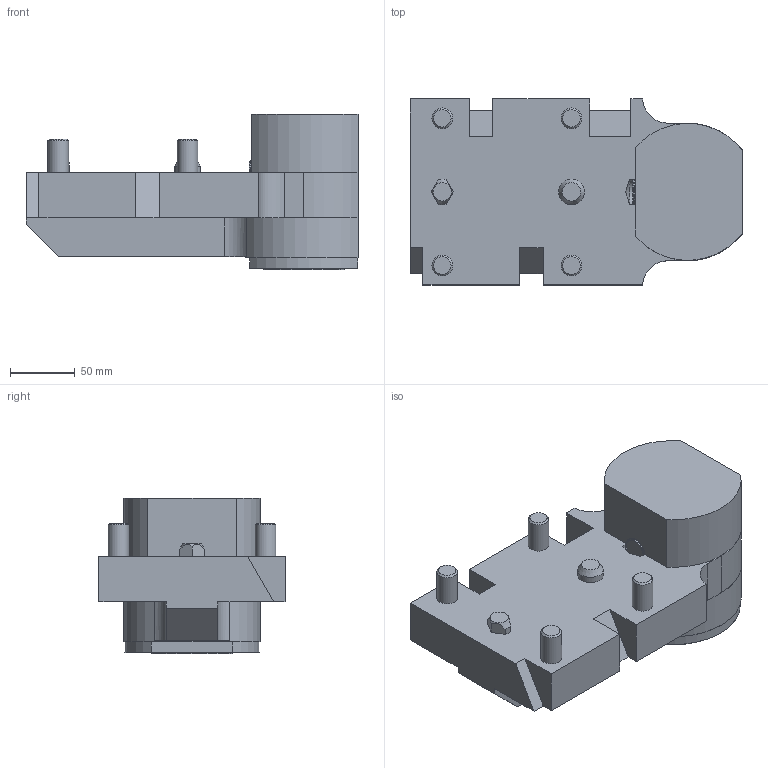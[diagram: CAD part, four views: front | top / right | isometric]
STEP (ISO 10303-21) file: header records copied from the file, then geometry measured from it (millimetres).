
FILE_DESCRIPTION(/* description */ (''),/* implementation_level */ '2;1');
FILE_NAME(/* name */ '1597322101756.stp',/* time_stamp */ '2020-08-13T14:35:11+02:00',/* author */ (''),/* organization */ ('SMS'),/* preprocessor_version */ 'ST-DEVELOPER v16.7',/* originating_system */ 'SIEMENS PLM Software NX 12.0',/* authorisation */ '');
FILE_SCHEMA (('AUTOMOTIVE_DESIGN { 1 0 10303 214 3 1 1 1 }'));
Length unit declared in the file: millimetre
Products named in the file (1): 201639614mod000_01
Bounding box: 257 x 144 x 120 mm (x, y, z)
Volume: 1959017.2 mm3; surface area: 142976.5 mm2
Topology: 1 solids, 1 shells, 97 faces, 254 edges, 171 vertices
Faces by surface type: plane 53, cylinder 25, cone 18, torus 1
Full cylindrical faces by diameter (mm): 4 x1, 16 x4, 19.994 x1, 63 x1
Entity records: 3055 total; most frequent: CARTESIAN_POINT 673, DIRECTION 486, ORIENTED_EDGE 458, EDGE_CURVE 229, AXIS2_PLACEMENT_3D 176, VERTEX_POINT 159, LINE 134, VECTOR 134
